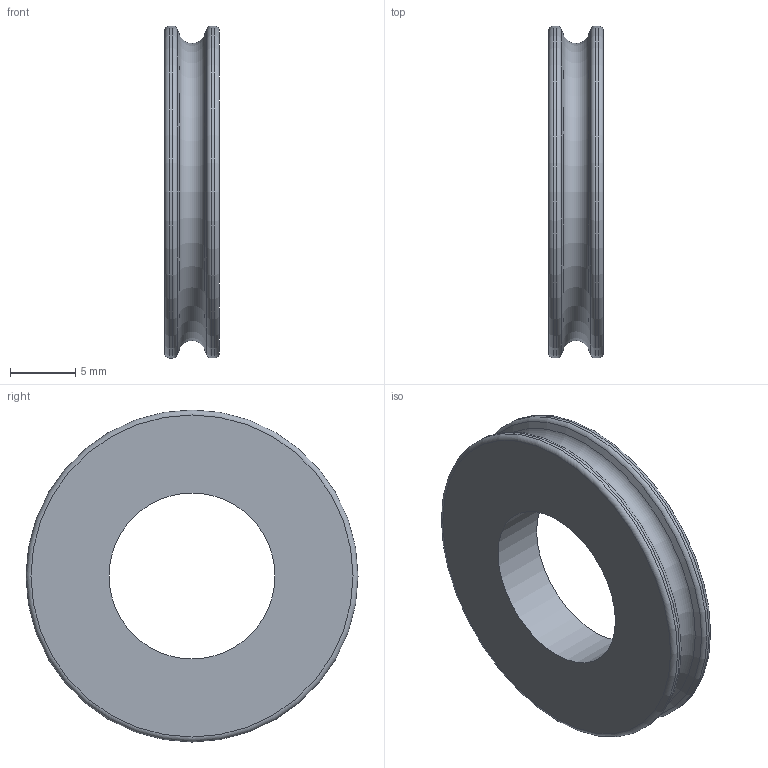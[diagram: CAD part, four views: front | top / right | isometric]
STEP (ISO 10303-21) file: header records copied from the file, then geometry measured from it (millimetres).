
FILE_DESCRIPTION(/* description */ (''),/* implementation_level */ '2;1');
FILE_NAME(/* name */ 'UCF Pulley Assembly.LowerPulleyAssembly.LowerPulley.PulleyAssembly.Pulley.step',/* time_stamp */ '2020-09-18T14:06:25-07:00',/* author */ (''),/* organization */ (''),/* preprocessor_version */ 'ST-DEVELOPER v18.1',/* originating_system */ 'Autodesk Translation Framework v9.3.0.1241',/* authorisation */ '');
FILE_SCHEMA (('AUTOMOTIVE_DESIGN { 1 0 10303 214 3 1 1 }'));
Length unit declared in the file: inch
Products named in the file (1): Pulley
Bounding box: 4.18 x 25.4 x 25.4 mm (x, y, z)
Volume: 1400.1 mm3; surface area: 1321.6 mm2
Topology: 1 solids, 1 shells, 12 faces, 30 edges, 20 vertices
Faces by surface type: torus 5, cylinder 3, plane 2, cone 2
Full cylindrical faces by diameter (mm): 12.7 x1, 25.4 x2
Entity records: 418 total; most frequent: DIRECTION 81, CARTESIAN_POINT 63, ORIENTED_EDGE 60, AXIS2_PLACEMENT_3D 38, EDGE_CURVE 30, CIRCLE 25, VERTEX_POINT 20, EDGE_LOOP 14
